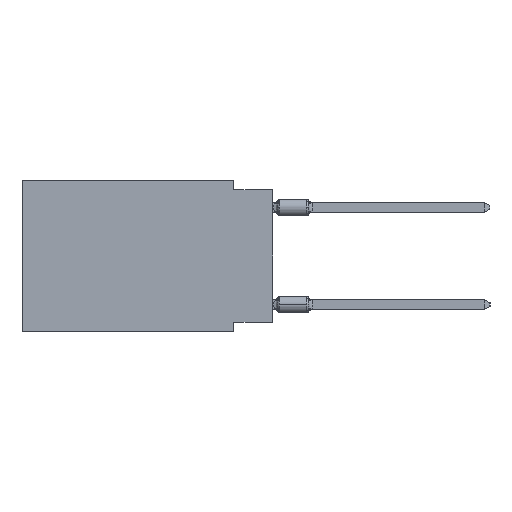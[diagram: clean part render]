
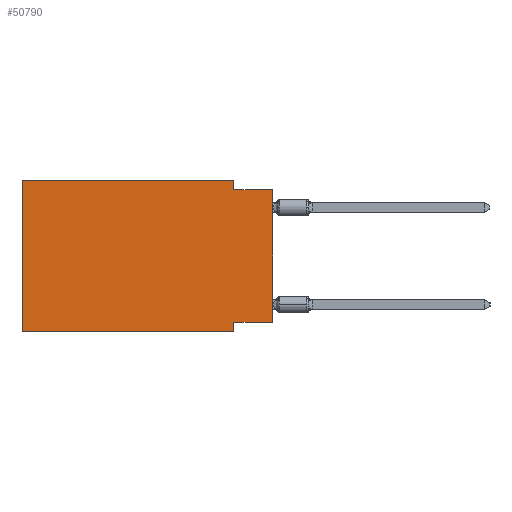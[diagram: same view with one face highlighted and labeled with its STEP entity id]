
A CAD part, left-side view. The second image highlights one B-rep face of the part: STEP entity #50790.
In plain terms, the highlighted planar face has unit normal (-1, 0, 0).
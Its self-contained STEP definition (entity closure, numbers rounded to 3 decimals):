
#2560 = VERTEX_POINT ( 'NONE', #47549 ) ;
#2744 = LINE ( 'NONE', #51864, #8237 ) ;
#3207 = ORIENTED_EDGE ( 'NONE', *, *, #27995, .F. ) ;
#4081 = DIRECTION ( 'NONE',  ( 1., 0., 0. ) ) ;
#5120 = CARTESIAN_POINT ( 'NONE',  ( 0., 16.383, -9.906 ) ) ;
#5269 = LINE ( 'NONE', #41197, #36060 ) ;
#5270 = ORIENTED_EDGE ( 'NONE', *, *, #49643, .F. ) ;
#6940 = CARTESIAN_POINT ( 'NONE',  ( 0., 2.54, -9.906 ) ) ;
#7756 = ORIENTED_EDGE ( 'NONE', *, *, #51004, .T. ) ;
#8237 = VECTOR ( 'NONE', #18882, 1000. ) ;
#9100 = DIRECTION ( 'NONE',  ( 0., -1., 0. ) ) ;
#9101 = EDGE_LOOP ( 'NONE', ( #17269, #34082, #27141, #5270, #3207, #7756, #32540, #45495 ) ) ;
#9189 = VECTOR ( 'NONE', #26026, 1000. ) ;
#9671 = CARTESIAN_POINT ( 'NONE',  ( 0., 2.54, -9.271 ) ) ;
#9883 = VERTEX_POINT ( 'NONE', #26309 ) ;
#13291 = AXIS2_PLACEMENT_3D ( 'NONE', #36057, #4081, #51376 ) ;
#13369 = VECTOR ( 'NONE', #19925, 1000. ) ;
#14252 = EDGE_CURVE ( 'NONE', #29081, #29541, #35010, .T. ) ;
#15196 = LINE ( 'NONE', #46891, #13369 ) ;
#16024 = VERTEX_POINT ( 'NONE', #17545 ) ;
#16158 = CARTESIAN_POINT ( 'NONE',  ( 0., 0., -0.635 ) ) ;
#17269 = ORIENTED_EDGE ( 'NONE', *, *, #27051, .T. ) ;
#17545 = CARTESIAN_POINT ( 'NONE',  ( 0., 2.54, 0. ) ) ;
#18882 = DIRECTION ( 'NONE',  ( 0., -1., 0. ) ) ;
#19016 = LINE ( 'NONE', #42256, #39362 ) ;
#19855 = VERTEX_POINT ( 'NONE', #35922 ) ;
#19925 = DIRECTION ( 'NONE',  ( 0., 0., 1. ) ) ;
#26026 = DIRECTION ( 'NONE',  ( 0., 0., -1. ) ) ;
#26309 = CARTESIAN_POINT ( 'NONE',  ( 0., 0., -0.635 ) ) ;
#27051 = EDGE_CURVE ( 'NONE', #45318, #9883, #19016, .T. ) ;
#27141 = ORIENTED_EDGE ( 'NONE', *, *, #44292, .F. ) ;
#27995 = EDGE_CURVE ( 'NONE', #19855, #43144, #15196, .T. ) ;
#28036 = LINE ( 'NONE', #16158, #50283 ) ;
#29081 = VERTEX_POINT ( 'NONE', #9671 ) ;
#29541 = VERTEX_POINT ( 'NONE', #6940 ) ;
#30129 = DIRECTION ( 'NONE',  ( 0., 0., 1. ) ) ;
#32540 = ORIENTED_EDGE ( 'NONE', *, *, #14252, .F. ) ;
#34082 = ORIENTED_EDGE ( 'NONE', *, *, #48406, .F. ) ;
#34218 = CARTESIAN_POINT ( 'NONE',  ( 0., 2.54, -9.906 ) ) ;
#34789 = CARTESIAN_POINT ( 'NONE',  ( 0., 16.383, 0. ) ) ;
#34865 = VECTOR ( 'NONE', #46686, 1000. ) ;
#35010 = LINE ( 'NONE', #34218, #9189 ) ;
#35922 = CARTESIAN_POINT ( 'NONE',  ( 0., 16.383, -9.906 ) ) ;
#36057 = CARTESIAN_POINT ( 'NONE',  ( 0., 16.383, 0. ) ) ;
#36060 = VECTOR ( 'NONE', #49384, 1000. ) ;
#38832 = EDGE_CURVE ( 'NONE', #45318, #29081, #5269, .T. ) ;
#39362 = VECTOR ( 'NONE', #30129, 1000. ) ;
#39409 = VECTOR ( 'NONE', #9100, 1000. ) ;
#40176 = DIRECTION ( 'NONE',  ( 0., -1., 0. ) ) ;
#41197 = CARTESIAN_POINT ( 'NONE',  ( 0., 0., -9.271 ) ) ;
#42256 = CARTESIAN_POINT ( 'NONE',  ( 0., 0., 0. ) ) ;
#43144 = VERTEX_POINT ( 'NONE', #34789 ) ;
#44169 = CARTESIAN_POINT ( 'NONE',  ( 0., 0., -9.271 ) ) ;
#44256 = PLANE ( 'NONE',  #13291 ) ;
#44292 = EDGE_CURVE ( 'NONE', #16024, #2560, #45926, .T. ) ;
#44511 = LINE ( 'NONE', #5120, #39409 ) ;
#45318 = VERTEX_POINT ( 'NONE', #44169 ) ;
#45495 = ORIENTED_EDGE ( 'NONE', *, *, #38832, .F. ) ;
#45926 = LINE ( 'NONE', #46176, #34865 ) ;
#46176 = CARTESIAN_POINT ( 'NONE',  ( 0., 2.54, 0. ) ) ;
#46686 = DIRECTION ( 'NONE',  ( 0., 0., -1. ) ) ;
#46891 = CARTESIAN_POINT ( 'NONE',  ( 0., 16.383, 0. ) ) ;
#47549 = CARTESIAN_POINT ( 'NONE',  ( 0., 2.54, -0.635 ) ) ;
#48212 = FACE_OUTER_BOUND ( 'NONE', #9101, .T. ) ;
#48406 = EDGE_CURVE ( 'NONE', #2560, #9883, #28036, .T. ) ;
#49384 = DIRECTION ( 'NONE',  ( 0., 1., 0. ) ) ;
#49643 = EDGE_CURVE ( 'NONE', #43144, #16024, #2744, .T. ) ;
#50283 = VECTOR ( 'NONE', #40176, 1000. ) ;
#50790 = ADVANCED_FACE ( 'NONE', ( #48212 ), #44256, .F. ) ;
#51004 = EDGE_CURVE ( 'NONE', #19855, #29541, #44511, .T. ) ;
#51376 = DIRECTION ( 'NONE',  ( 0., 0., -1. ) ) ;
#51864 = CARTESIAN_POINT ( 'NONE',  ( 0., 16.383, 0. ) ) ;
